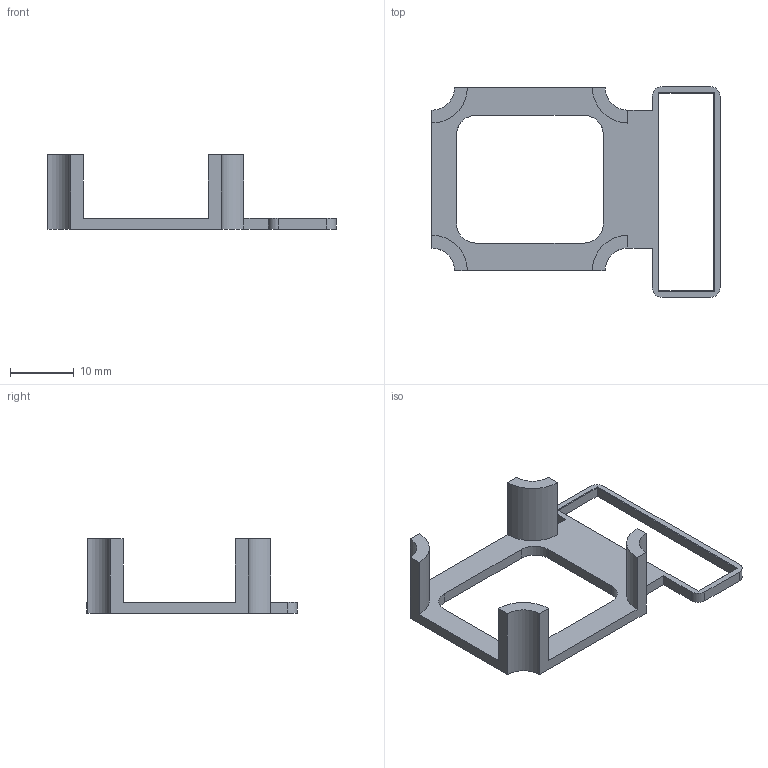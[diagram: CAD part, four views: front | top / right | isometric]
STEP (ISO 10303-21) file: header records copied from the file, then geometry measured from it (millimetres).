
FILE_DESCRIPTION(('FreeCAD Model'),'2;1');
FILE_NAME('Open CASCADE Shape Model','2025-05-05T18:53:08',(''),(''), 'Open CASCADE STEP processor 7.7','FreeCAD','Unknown');
FILE_SCHEMA(('AUTOMOTIVE_DESIGN { 1 0 10303 214 1 1 1 1 }'));
Length unit declared in the file: millimetre
Products named in the file (1): Chamfer
Bounding box: 45.15 x 33 x 11.7 mm (x, y, z)
Volume: 1512.6 mm3; surface area: 2381.6 mm2
Topology: 1 solids, 1 shells, 46 faces, 126 edges, 82 vertices
Faces by surface type: plane 30, cylinder 16
Entity records: 1484 total; most frequent: CARTESIAN_POINT 255, DIRECTION 252, ORIENTED_EDGE 252, EDGE_CURVE 126, LINE 94, VECTOR 94, VERTEX_POINT 82, AXIS2_PLACEMENT_3D 79
